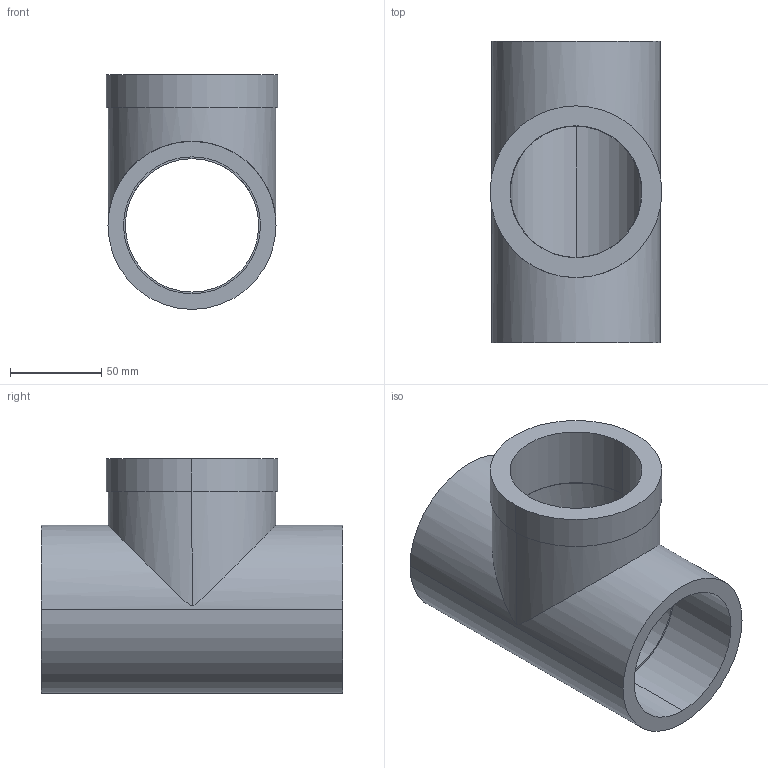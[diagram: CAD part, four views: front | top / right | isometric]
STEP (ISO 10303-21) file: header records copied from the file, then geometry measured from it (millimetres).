
FILE_DESCRIPTION(('STEP AP214'),'1');
FILE_NAME('cctmp_4F90CFED-5A6B-40AC-AACF-366AA3A00B8D_2022_03_09_13_36_21_0451..stp','2022-03-09T12:36:21',('Praher Valves GmbH'),('CADClick - www.CADClick.com'),'Spatial InterOp 3D',' ','unknown authorization');
FILE_SCHEMA(('AUTOMOTIVE_DESIGN'));
Length unit declared in the file: millimetre
Products named in the file (1): 2022_03_09_13_36_21_0451
Bounding box: 94 x 165 x 128.5 mm (x, y, z)
Volume: 469865.6 mm3; surface area: 109393.8 mm2
Topology: 1 solids, 1 shells, 23 faces, 51 edges, 34 vertices
Faces by surface type: cylinder 16, plane 7
Entity records: 1223 total; most frequent: CARTESIAN_POINT 475, DIRECTION 121, ORIENTED_EDGE 102, AXIS2_PLACEMENT_3D 52, EDGE_CURVE 51, VERTEX_POINT 34, EDGE_LOOP 31, CIRCLE 28
